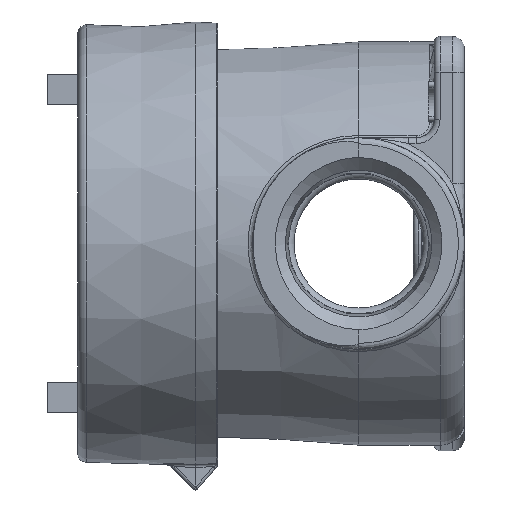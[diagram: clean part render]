
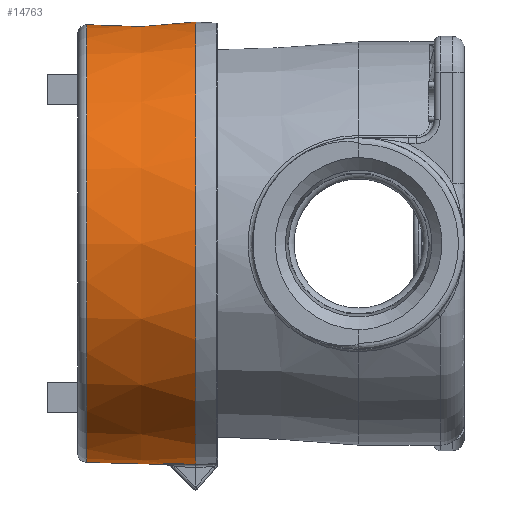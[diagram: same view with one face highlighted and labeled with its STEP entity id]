
A CAD part, left-side view. The second image highlights one B-rep face of the part: STEP entity #14763.
In plain terms, the highlighted conical face has half-angle 1.5 degrees and reference radius 58.214 mm.
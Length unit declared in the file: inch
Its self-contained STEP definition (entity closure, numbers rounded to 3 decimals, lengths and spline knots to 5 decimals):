
#172=CONICAL_SURFACE('',#15753,2.29188,0.026);
#1397=LINE('',#53043,#2656);
#2656=VECTOR('',#18826,2.29188);
#4032=FACE_OUTER_BOUND('',#4923,.T.);
#4923=EDGE_LOOP('',(#13472,#13473,#13474,#13475,#13476,#13477,#13478,#13479));
#5478=B_SPLINE_CURVE_WITH_KNOTS('',3,(#53025,#53026,#53027,#53028,#53029,
#53030,#53031,#53032,#53033,#53034),.UNSPECIFIED.,.F.,.F.,(4,2,2,2,4),(0.,
0.25,0.5,0.75,1.),.UNSPECIFIED.);
#5479=B_SPLINE_CURVE_WITH_KNOTS('',3,(#53036,#53037,#53038,#53039),
 .UNSPECIFIED.,.F.,.F.,(4,4),(0.,1.),.UNSPECIFIED.);
#5480=B_SPLINE_CURVE_WITH_KNOTS('',3,(#53047,#53048,#53049,#53050),
 .UNSPECIFIED.,.F.,.F.,(4,4),(0.,1.),.UNSPECIFIED.);
#5797=CIRCLE('',#15754,2.29188);
#5798=CIRCLE('',#15755,2.26235);
#5799=CIRCLE('',#15756,2.29188);
#7154=VERTEX_POINT('',#53023);
#7155=VERTEX_POINT('',#53024);
#7156=VERTEX_POINT('',#53035);
#7157=VERTEX_POINT('',#53040);
#7158=VERTEX_POINT('',#53042);
#7159=VERTEX_POINT('',#53045);
#9272=EDGE_CURVE('',#7154,#7155,#5478,.T.);
#9273=EDGE_CURVE('',#7155,#7156,#5479,.T.);
#9274=EDGE_CURVE('',#7156,#7157,#5797,.F.);
#9275=EDGE_CURVE('',#7157,#7158,#1397,.T.);
#9276=EDGE_CURVE('',#7158,#7158,#5798,.T.);
#9277=EDGE_CURVE('',#7157,#7159,#5799,.F.);
#9278=EDGE_CURVE('',#7159,#7154,#5480,.T.);
#13472=ORIENTED_EDGE('',*,*,#9272,.T.);
#13473=ORIENTED_EDGE('',*,*,#9273,.T.);
#13474=ORIENTED_EDGE('',*,*,#9274,.T.);
#13475=ORIENTED_EDGE('',*,*,#9275,.T.);
#13476=ORIENTED_EDGE('',*,*,#9276,.T.);
#13477=ORIENTED_EDGE('',*,*,#9275,.F.);
#13478=ORIENTED_EDGE('',*,*,#9277,.T.);
#13479=ORIENTED_EDGE('',*,*,#9278,.T.);
#14763=ADVANCED_FACE('',(#4032),#172,.T.);
#15753=AXIS2_PLACEMENT_3D('',#53022,#18822,#18823);
#15754=AXIS2_PLACEMENT_3D('',#53041,#18824,#18825);
#15755=AXIS2_PLACEMENT_3D('',#53044,#18827,#18828);
#15756=AXIS2_PLACEMENT_3D('',#53046,#18829,#18830);
#18822=DIRECTION('center_axis',(0.,0.,-1.));
#18823=DIRECTION('ref_axis',(1.,0.,0.));
#18824=DIRECTION('center_axis',(0.,0.,-1.));
#18825=DIRECTION('ref_axis',(0.094,-0.996,0.));
#18826=DIRECTION('',(0.026,0.,1.));
#18827=DIRECTION('center_axis',(0.,0.,-1.));
#18828=DIRECTION('ref_axis',(-1.,0.,0.));
#18829=DIRECTION('center_axis',(0.,0.,-1.));
#18830=DIRECTION('ref_axis',(0.094,-0.996,0.));
#53022=CARTESIAN_POINT('Origin',(0.,0.,0.25));
#53023=CARTESIAN_POINT('',(-0.20732,-2.27386,0.57789));
#53024=CARTESIAN_POINT('',(0.20732,-2.27386,0.57789));
#53025=CARTESIAN_POINT('Ctrl Pts',(-0.20732,-2.27386,
0.57789));
#53026=CARTESIAN_POINT('Ctrl Pts',(-0.17295,-2.27708,
0.57453));
#53027=CARTESIAN_POINT('Ctrl Pts',(-0.13826,-2.27952,
0.57199));
#53028=CARTESIAN_POINT('Ctrl Pts',(-0.06895,-2.28275,
0.56862));
#53029=CARTESIAN_POINT('Ctrl Pts',(-0.03423,-2.28356,
0.56778));
#53030=CARTESIAN_POINT('Ctrl Pts',(0.03531,-2.28355,
0.56779));
#53031=CARTESIAN_POINT('Ctrl Pts',(0.07008,-2.28272,
0.56866));
#53032=CARTESIAN_POINT('Ctrl Pts',(0.13902,-2.27947,
0.57204));
#53033=CARTESIAN_POINT('Ctrl Pts',(0.17327,-2.27705,
0.57457));
#53034=CARTESIAN_POINT('Ctrl Pts',(0.20732,-2.27386,
0.57789));
#53035=CARTESIAN_POINT('',(0.2158,-2.28169,0.25));
#53036=CARTESIAN_POINT('Ctrl Pts',(0.20732,-2.27386,
0.57789));
#53037=CARTESIAN_POINT('Ctrl Pts',(0.21014,-2.27647,
0.4686));
#53038=CARTESIAN_POINT('Ctrl Pts',(0.21297,-2.27909,
0.3593));
#53039=CARTESIAN_POINT('Ctrl Pts',(0.2158,-2.28169,
0.25));
#53040=CARTESIAN_POINT('',(-2.29188,0.,0.25));
#53041=CARTESIAN_POINT('Origin',(0.,0.,
0.25));
#53042=CARTESIAN_POINT('',(-2.26235,0.,1.37745));
#53043=CARTESIAN_POINT('',(-2.29188,0.,0.25));
#53044=CARTESIAN_POINT('Origin',(0.,0.,1.37745));
#53045=CARTESIAN_POINT('',(-0.2158,-2.28169,0.25));
#53046=CARTESIAN_POINT('Origin',(0.,0.,
0.25));
#53047=CARTESIAN_POINT('Ctrl Pts',(-0.2158,-2.28169,
0.25));
#53048=CARTESIAN_POINT('Ctrl Pts',(-0.21297,-2.27909,
0.3593));
#53049=CARTESIAN_POINT('Ctrl Pts',(-0.21014,-2.27647,
0.4686));
#53050=CARTESIAN_POINT('Ctrl Pts',(-0.20732,-2.27386,
0.57789));
